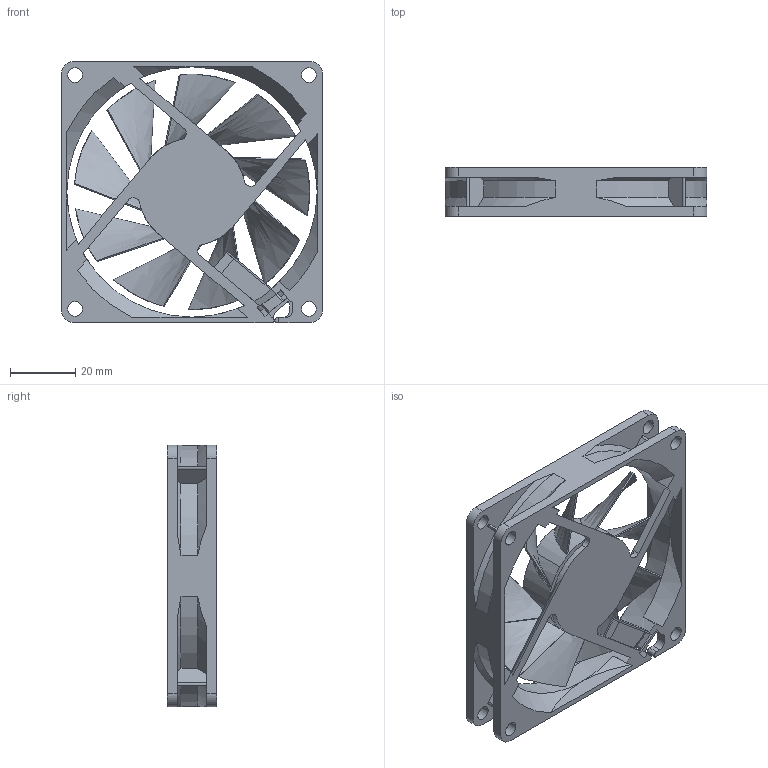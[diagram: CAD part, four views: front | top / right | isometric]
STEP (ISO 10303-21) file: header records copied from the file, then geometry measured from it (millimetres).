
FILE_DESCRIPTION((''),'2;1');
FILE_NAME('PRT0001','2019-12-11T',('LIEN.CHEN'),(''),'CREO PARAMETRIC BY PTC INC, 2015080','CREO PARAMETRIC BY PTC INC, 2015080','');
FILE_SCHEMA(('CONFIG_CONTROL_DESIGN'));
Length unit declared in the file: millimetre
Products named in the file (1): PRT0001
Bounding box: 80 x 15 x 80 mm (x, y, z)
Volume: 28156.1 mm3; surface area: 25762.1 mm2
Topology: 2 solids, 2 shells, 227 faces, 661 edges, 439 vertices
Faces by surface type: plane 84, cylinder 77, bspline 36, cone 30
Entity records: 11645 total; most frequent: CARTESIAN_POINT 5701, ORIENTED_EDGE 1322, DIRECTION 1114, EDGE_CURVE 661, VERTEX_POINT 440, AXIS2_PLACEMENT_3D 391, VECTOR 332, LINE 332
